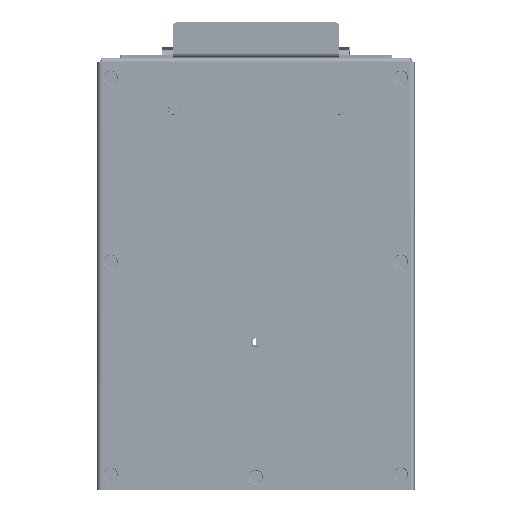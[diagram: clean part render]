
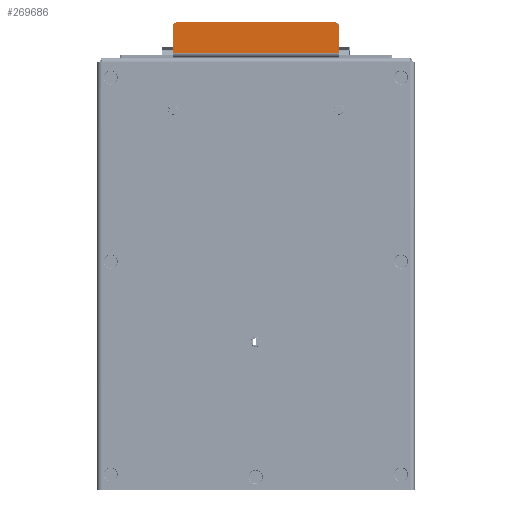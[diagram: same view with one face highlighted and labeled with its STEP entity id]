
A CAD part, front view. The second image highlights one B-rep face of the part: STEP entity #269686.
In plain terms, the highlighted planar face has unit normal (-0.003, -1, 0).
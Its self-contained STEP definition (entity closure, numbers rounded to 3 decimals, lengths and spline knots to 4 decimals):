
#14566=PLANE('',#286978);
#27997=FACE_OUTER_BOUND('',#44228,.T.);
#44228=EDGE_LOOP('',(#240706,#240707,#240708,#240709,#240710,#240711));
#75816=LINE('',#425188,#107496);
#75822=LINE('',#425205,#107502);
#75829=LINE('',#425229,#107509);
#75831=LINE('',#425235,#107511);
#107496=VECTOR('',#352823,0.3937);
#107502=VECTOR('',#352839,0.3937);
#107509=VECTOR('',#352880,0.3937);
#107511=VECTOR('',#352890,0.3937);
#111434=CIRCLE('',#286949,0.0787);
#111437=CIRCLE('',#286955,0.0787);
#134208=VERTEX_POINT('',#425175);
#134209=VERTEX_POINT('',#425176);
#134213=VERTEX_POINT('',#425186);
#134217=VERTEX_POINT('',#425198);
#134218=VERTEX_POINT('',#425199);
#134219=VERTEX_POINT('',#425204);
#169715=EDGE_CURVE('',#134208,#134209,#111434,.T.);
#169721=EDGE_CURVE('',#134213,#134208,#75816,.T.);
#169726=EDGE_CURVE('',#134217,#134218,#111437,.T.);
#169729=EDGE_CURVE('',#134218,#134219,#75822,.T.);
#169743=EDGE_CURVE('',#134219,#134213,#75829,.T.);
#169746=EDGE_CURVE('',#134209,#134217,#75831,.T.);
#240706=ORIENTED_EDGE('',*,*,#169715,.F.);
#240707=ORIENTED_EDGE('',*,*,#169721,.F.);
#240708=ORIENTED_EDGE('',*,*,#169743,.F.);
#240709=ORIENTED_EDGE('',*,*,#169729,.F.);
#240710=ORIENTED_EDGE('',*,*,#169726,.F.);
#240711=ORIENTED_EDGE('',*,*,#169746,.F.);
#269686=ADVANCED_FACE('',(#27997),#14566,.F.);
#286949=AXIS2_PLACEMENT_3D('',#425177,#352813,#352814);
#286955=AXIS2_PLACEMENT_3D('',#425200,#352833,#352834);
#286978=AXIS2_PLACEMENT_3D('',#425236,#352891,#352892);
#352813=DIRECTION('center_axis',(0.003,1.,
0.));
#352814=DIRECTION('ref_axis',(-0.707,0.002,0.707));
#352823=DIRECTION('',(0.,0.,1.));
#352833=DIRECTION('center_axis',(0.003,1.,
0.));
#352834=DIRECTION('ref_axis',(0.707,-0.002,0.707));
#352839=DIRECTION('',(0.,0.,-1.));
#352880=DIRECTION('',(-1.,0.003,0.));
#352890=DIRECTION('',(1.,-0.003,0.));
#352891=DIRECTION('center_axis',(0.003,1.,
0.));
#352892=DIRECTION('ref_axis',(-1.,0.003,0.));
#425175=CARTESIAN_POINT('',(-1.4899,-0.966,3.9995));
#425176=CARTESIAN_POINT('',(-1.4111,-0.9663,4.0782));
#425177=CARTESIAN_POINT('Origin',(-1.4111,-0.9663,
3.9995));
#425186=CARTESIAN_POINT('',(-1.4899,-0.966,3.5664));
#425188=CARTESIAN_POINT('',(-1.4899,-0.966,4.0782));
#425198=CARTESIAN_POINT('',(1.1873,-0.9751,4.0782));
#425199=CARTESIAN_POINT('',(1.266,-0.9753,3.9995));
#425200=CARTESIAN_POINT('Origin',(1.1873,-0.9751,3.9995));
#425204=CARTESIAN_POINT('',(1.266,-0.9753,3.5664));
#425205=CARTESIAN_POINT('',(1.266,-0.9753,3.5664));
#425229=CARTESIAN_POINT('',(-1.4899,-0.966,3.5664));
#425235=CARTESIAN_POINT('',(1.266,-0.9753,4.0782));
#425236=CARTESIAN_POINT('Origin',(-0.1119,-0.9707,
3.8223));
